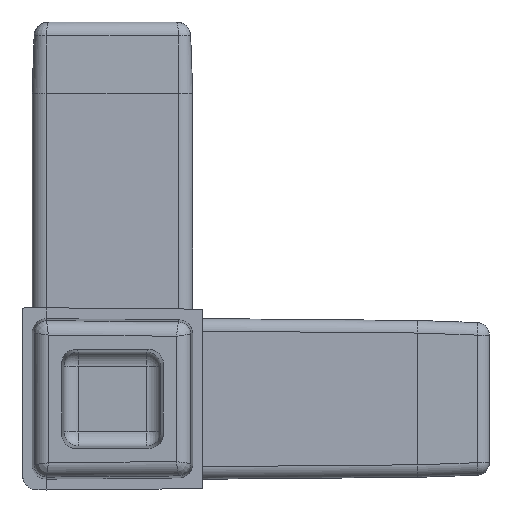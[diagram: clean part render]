
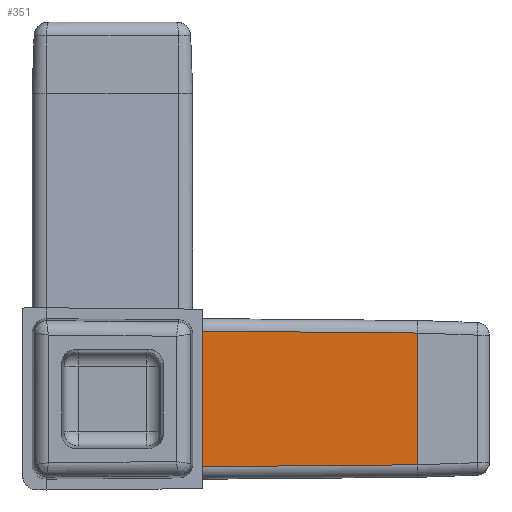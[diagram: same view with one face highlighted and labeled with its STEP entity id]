
A CAD part, left-side view. The second image highlights one B-rep face of the part: STEP entity #351.
In plain terms, the highlighted planar face has unit normal (-1, -0.009, 0).
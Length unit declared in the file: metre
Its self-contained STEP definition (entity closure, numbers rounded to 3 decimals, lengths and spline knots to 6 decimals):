
#351=ADVANCED_FACE('',(#802),#803,.T.);
#802=FACE_OUTER_BOUND('',#2610,.T.);
#803=PLANE('',#2611);
#2610=EDGE_LOOP('',(#5433,#5434,#5435,#5436));
#2611=AXIS2_PLACEMENT_3D('',#5437,#5438,#5439);
#5433=ORIENTED_EDGE('',*,*,#6642,.T.);
#5434=ORIENTED_EDGE('',*,*,#6643,.T.);
#5435=ORIENTED_EDGE('',*,*,#6644,.F.);
#5436=ORIENTED_EDGE('',*,*,#6645,.T.);
#5437=CARTESIAN_POINT('',(-0.011367,0.0,0.011367));
#5438=DIRECTION('',(-1.,-0.009,0.));
#5439=DIRECTION('',(-0.009,1.,0.0));
#6642=EDGE_CURVE('',#7439,#7440,#7441,.T.);
#6643=EDGE_CURVE('',#7440,#7442,#7443,.T.);
#6644=EDGE_CURVE('',#7444,#7442,#7445,.T.);
#6645=EDGE_CURVE('',#7444,#7439,#7446,.T.);
#7439=VERTEX_POINT('',#9248);
#7440=VERTEX_POINT('',#9249);
#7441=LINE('',#9250,#9251);
#7442=VERTEX_POINT('',#9252);
#7443=LINE('',#9253,#9254);
#7444=VERTEX_POINT('',#9255);
#7445=LINE('',#9256,#9257);
#7446=LINE('',#9258,#9259);
#9248=CARTESIAN_POINT('',(-0.011367,0.0,0.009589));
#9249=CARTESIAN_POINT('',(-0.011367,0.0,-0.009589));
#9250=CARTESIAN_POINT('',(-0.011367,0.0,0.011367));
#9251=VECTOR('',#10339,1.0);
#9252=CARTESIAN_POINT('',(-0.011101,-0.03048,-0.009323));
#9253=CARTESIAN_POINT('',(-0.011365,-0.000183,-0.009587));
#9254=VECTOR('',#10340,1.0);
#9255=CARTESIAN_POINT('',(-0.011101,-0.03048,0.009323));
#9256=CARTESIAN_POINT('',(-0.011101,-0.03048,0.));
#9257=VECTOR('',#10341,1.0);
#9258=CARTESIAN_POINT('',(-0.011367,0.000016,0.009589));
#9259=VECTOR('',#10342,1.0);
#10339=DIRECTION('',(0.,0.0,-1.0));
#10340=DIRECTION('',(0.009,-1.,0.009));
#10341=DIRECTION('',(0.,0.0,-1.0));
#10342=DIRECTION('',(-0.009,1.,0.009));
